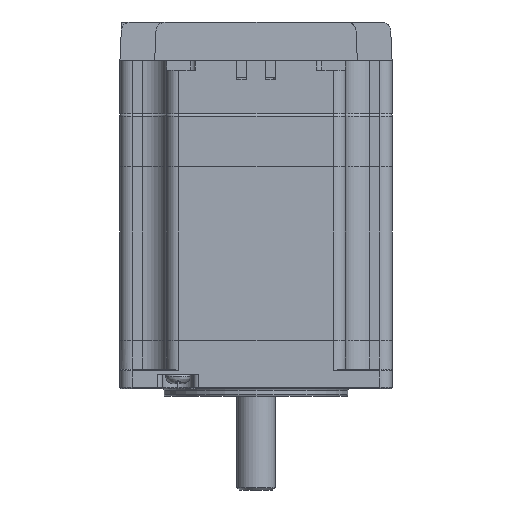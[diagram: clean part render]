
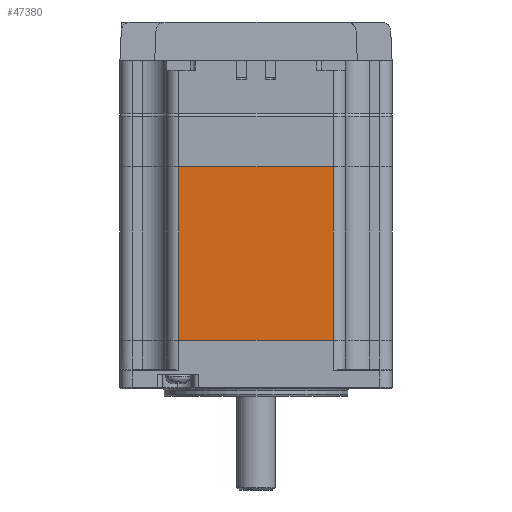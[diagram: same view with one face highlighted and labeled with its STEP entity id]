
A CAD part, front view. The second image highlights one B-rep face of the part: STEP entity #47380.
In plain terms, the highlighted planar face has unit normal (0, -1, 0).
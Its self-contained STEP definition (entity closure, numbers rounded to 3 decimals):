
#1139 = EDGE_CURVE ( 'NONE', #51536, #63016, #7890, .T. ) ;
#5147 = CARTESIAN_POINT ( 'NONE',  ( 16.05, -28.2, 64. ) ) ;
#7412 = VERTEX_POINT ( 'NONE', #40395 ) ;
#7890 = LINE ( 'NONE', #45227, #82933 ) ;
#10448 = EDGE_CURVE ( 'NONE', #51536, #58626, #49267, .T. ) ;
#10558 = ORIENTED_EDGE ( 'NONE', *, *, #10448, .F. ) ;
#10773 = VECTOR ( 'NONE', #37620, 1000. ) ;
#11100 = DIRECTION ( 'NONE',  ( 1., 0., 0. ) ) ;
#16147 = EDGE_CURVE ( 'NONE', #63016, #7412, #83453, .T. ) ;
#18472 = DIRECTION ( 'NONE',  ( 0., 0., -1. ) ) ;
#20620 = EDGE_LOOP ( 'NONE', ( #10558, #59516, #32917, #67681 ) ) ;
#26083 = VECTOR ( 'NONE', #70073, 1000. ) ;
#26606 = VECTOR ( 'NONE', #18472, 1000. ) ;
#29143 = CARTESIAN_POINT ( 'NONE',  ( -16.05, -28.2, 64. ) ) ;
#32917 = ORIENTED_EDGE ( 'NONE', *, *, #16147, .T. ) ;
#37620 = DIRECTION ( 'NONE',  ( 1., 0., 0. ) ) ;
#38677 = CARTESIAN_POINT ( 'NONE',  ( 16.05, -28.2, 46. ) ) ;
#39220 = DIRECTION ( 'NONE',  ( 0., 0., -1. ) ) ;
#40395 = CARTESIAN_POINT ( 'NONE',  ( 16.05, -28.2, 10. ) ) ;
#45227 = CARTESIAN_POINT ( 'NONE',  ( -16.05, -28.2, 64. ) ) ;
#47380 = ADVANCED_FACE ( 'NONE', ( #68190 ), #76348, .F. ) ;
#48986 = CARTESIAN_POINT ( 'NONE',  ( -16.05, -28.2, 10. ) ) ;
#49267 = LINE ( 'NONE', #56522, #10773 ) ;
#51536 = VERTEX_POINT ( 'NONE', #77659 ) ;
#52199 = AXIS2_PLACEMENT_3D ( 'NONE', #29143, #55350, #11100 ) ;
#55350 = DIRECTION ( 'NONE',  ( 0., 1., 0. ) ) ;
#56522 = CARTESIAN_POINT ( 'NONE',  ( -16.05, -28.2, 46. ) ) ;
#58626 = VERTEX_POINT ( 'NONE', #38677 ) ;
#59516 = ORIENTED_EDGE ( 'NONE', *, *, #1139, .T. ) ;
#63016 = VERTEX_POINT ( 'NONE', #48986 ) ;
#64919 = CARTESIAN_POINT ( 'NONE',  ( -16.05, -28.2, 10. ) ) ;
#67638 = EDGE_CURVE ( 'NONE', #58626, #7412, #82863, .T. ) ;
#67681 = ORIENTED_EDGE ( 'NONE', *, *, #67638, .F. ) ;
#68190 = FACE_OUTER_BOUND ( 'NONE', #20620, .T. ) ;
#70073 = DIRECTION ( 'NONE',  ( 1., 0., 0. ) ) ;
#76348 = PLANE ( 'NONE',  #52199 ) ;
#77659 = CARTESIAN_POINT ( 'NONE',  ( -16.05, -28.2, 46. ) ) ;
#82863 = LINE ( 'NONE', #5147, #26606 ) ;
#82933 = VECTOR ( 'NONE', #39220, 1000. ) ;
#83453 = LINE ( 'NONE', #64919, #26083 ) ;
